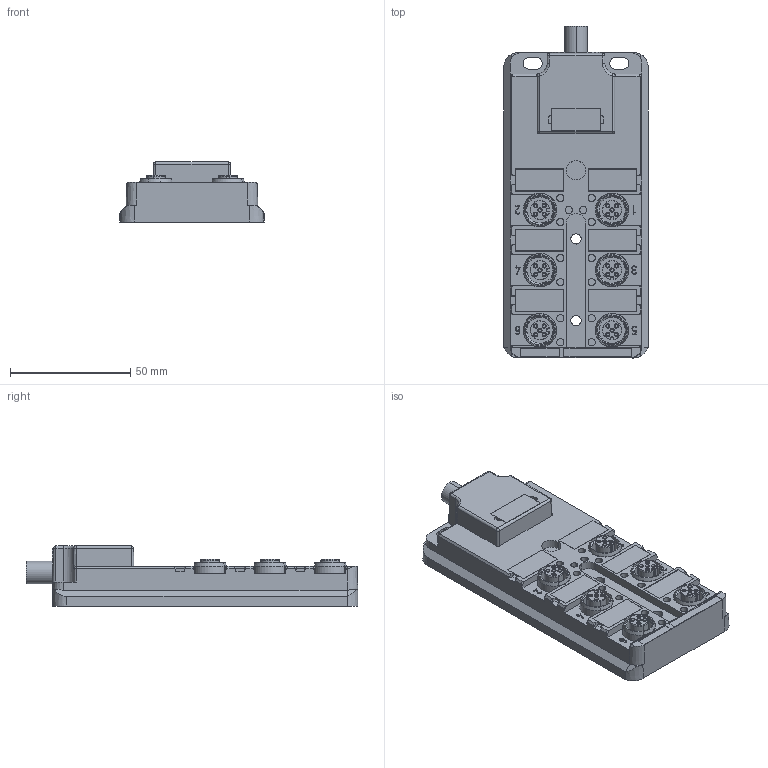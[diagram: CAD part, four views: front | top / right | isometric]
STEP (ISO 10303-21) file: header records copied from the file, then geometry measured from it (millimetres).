
FILE_DESCRIPTION(('CATIA V5 STEP Exchange','CAx-IF Rec.Pracs.--- Model Styling and Organization---1.4--- 2014-01-23'),'2;1');
FILE_NAME ('020808-2_1_1766690000_1766690000.stp','2020-01-09T12:44:01+00:00',('none'),('Weidmueller'),'CATIA Version 5-6 Release 2016 SP3 HF44','CATIA V5 STEP AP214','none');
FILE_SCHEMA(('AUTOMOTIVE_DESIGN { 1 0 10303 214 1 1 1 1 }'));
Length unit declared in the file: millimetre
Products named in the file (1): 1766690000
Bounding box: 60 x 138 x 25 mm (x, y, z)
Volume: 118916.9 mm3; surface area: 48418 mm2
Topology: 23 solids, 23 shells, 1463 faces, 3703 edges, 2378 vertices
Faces by surface type: plane 636, cylinder 529, cone 226, torus 64, sphere 6, bspline 2
Entity records: 41096 total; most frequent: CARTESIAN_POINT 8455, ORIENTED_EDGE 7394, DIRECTION 5299, EDGE_CURVE 3697, AXIS2_PLACEMENT_3D 2397, VERTEX_POINT 2378, VECTOR 1969, LINE 1969
